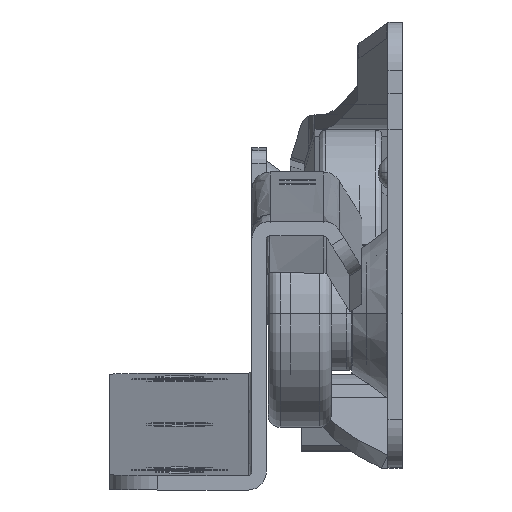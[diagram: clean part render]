
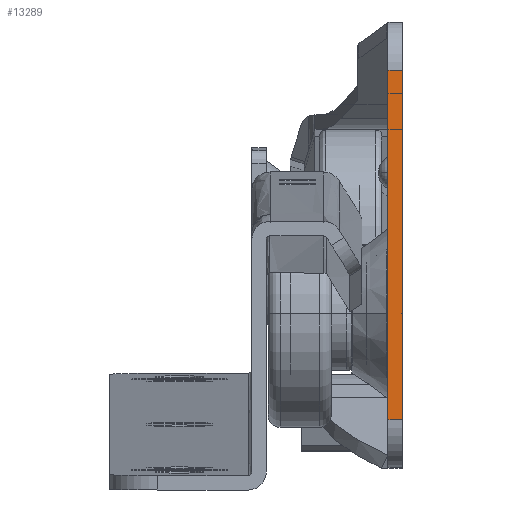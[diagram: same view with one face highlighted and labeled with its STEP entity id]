
A CAD part, top view. The second image highlights one B-rep face of the part: STEP entity #13289.
In plain terms, the highlighted planar face has unit normal (0, 0, 1).
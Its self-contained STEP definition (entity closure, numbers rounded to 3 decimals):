
#227 = DIRECTION ( 'NONE',  ( 0., -1., 0. ) ) ;
#1185 = DIRECTION ( 'NONE',  ( 0., -1., 0. ) ) ;
#1364 = DIRECTION ( 'NONE',  ( 0., 0., 1. ) ) ;
#2350 = EDGE_CURVE ( 'NONE', #4104, #6482, #11843, .T. ) ;
#2987 = EDGE_CURVE ( 'NONE', #4104, #8460, #9131, .T. ) ;
#4104 = VERTEX_POINT ( 'NONE', #11805 ) ;
#4863 = DIRECTION ( 'NONE',  ( 1., 0., 0. ) ) ;
#5322 = ORIENTED_EDGE ( 'NONE', *, *, #9999, .T. ) ;
#6336 = EDGE_CURVE ( 'NONE', #12837, #8460, #13687, .T. ) ;
#6482 = VERTEX_POINT ( 'NONE', #6490 ) ;
#6490 = CARTESIAN_POINT ( 'NONE',  ( -1.2, 15., 0. ) ) ;
#6971 = LINE ( 'NONE', #8980, #11130 ) ;
#7006 = CARTESIAN_POINT ( 'NONE',  ( -1.2, -14., 0. ) ) ;
#7020 = VECTOR ( 'NONE', #12856, 1000. ) ;
#8460 = VERTEX_POINT ( 'NONE', #12795 ) ;
#8752 = CARTESIAN_POINT ( 'NONE',  ( -1.2, -14., 0. ) ) ;
#8906 = ORIENTED_EDGE ( 'NONE', *, *, #2987, .F. ) ;
#8950 = EDGE_LOOP ( 'NONE', ( #5322, #13094, #8906, #13809 ) ) ;
#8980 = CARTESIAN_POINT ( 'NONE',  ( -1.2, -18., 0. ) ) ;
#9131 = LINE ( 'NONE', #13265, #9343 ) ;
#9189 = CARTESIAN_POINT ( 'NONE',  ( -1.2, -18., 0. ) ) ;
#9343 = VECTOR ( 'NONE', #1185, 1000. ) ;
#9999 = EDGE_CURVE ( 'NONE', #6482, #12837, #6971, .T. ) ;
#10269 = PLANE ( 'NONE',  #11795 ) ;
#10350 = VECTOR ( 'NONE', #4863, 1000. ) ;
#10825 = CARTESIAN_POINT ( 'NONE',  ( -1.2, 15., 0. ) ) ;
#11130 = VECTOR ( 'NONE', #227, 1000. ) ;
#11268 = FACE_OUTER_BOUND ( 'NONE', #8950, .T. ) ;
#11795 = AXIS2_PLACEMENT_3D ( 'NONE', #9189, #1364, #12434 ) ;
#11805 = CARTESIAN_POINT ( 'NONE',  ( 0., 15., 0. ) ) ;
#11843 = LINE ( 'NONE', #10825, #7020 ) ;
#12434 = DIRECTION ( 'NONE',  ( 1., 0., 0. ) ) ;
#12795 = CARTESIAN_POINT ( 'NONE',  ( 0., -14., 0. ) ) ;
#12837 = VERTEX_POINT ( 'NONE', #8752 ) ;
#12856 = DIRECTION ( 'NONE',  ( -1., 0., 0. ) ) ;
#13094 = ORIENTED_EDGE ( 'NONE', *, *, #6336, .T. ) ;
#13265 = CARTESIAN_POINT ( 'NONE',  ( 0., -18., 0. ) ) ;
#13289 = ADVANCED_FACE ( 'NONE', ( #11268 ), #10269, .T. ) ;
#13687 = LINE ( 'NONE', #7006, #10350 ) ;
#13809 = ORIENTED_EDGE ( 'NONE', *, *, #2350, .T. ) ;
